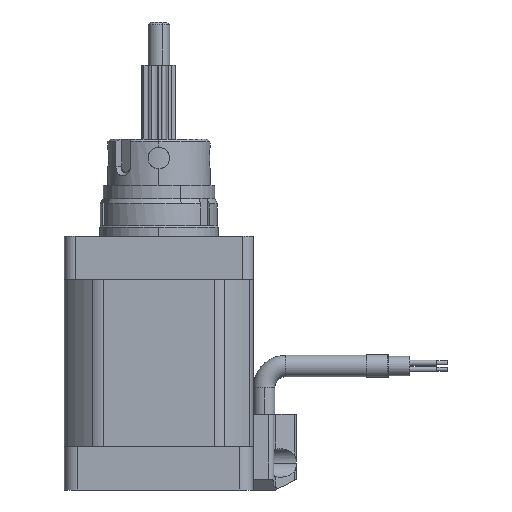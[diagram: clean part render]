
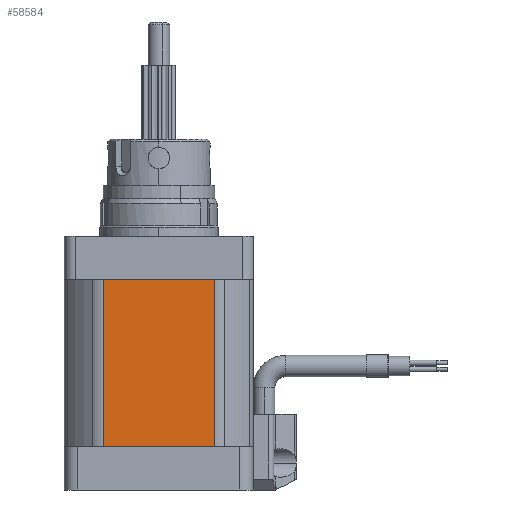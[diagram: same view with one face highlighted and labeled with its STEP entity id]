
A CAD part, left-side view. The second image highlights one B-rep face of the part: STEP entity #58584.
In plain terms, the highlighted face is planar.
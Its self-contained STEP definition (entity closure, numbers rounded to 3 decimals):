
#168 = CARTESIAN_POINT ( 'NONE',  ( -31., -17.5, 10.271 ) ) ;
#554 = PLANE ( 'NONE',  #54047 ) ;
#2327 = DIRECTION ( 'NONE',  ( 0., 0., -1. ) ) ;
#6974 = VECTOR ( 'NONE', #2327, 1000. ) ;
#8603 = LINE ( 'NONE', #14230, #55704 ) ;
#11736 = VERTEX_POINT ( 'NONE', #75559 ) ;
#11998 = EDGE_CURVE ( 'NONE', #42111, #11736, #42753, .T. ) ;
#12542 = DIRECTION ( 'NONE',  ( 0., -1., 0. ) ) ;
#14230 = CARTESIAN_POINT ( 'NONE',  ( -31., -17.5, 10.271 ) ) ;
#14831 = VECTOR ( 'NONE', #53163, 1000. ) ;
#21468 = EDGE_CURVE ( 'NONE', #42111, #77456, #8603, .T. ) ;
#22203 = ORIENTED_EDGE ( 'NONE', *, *, #59622, .F. ) ;
#23473 = VECTOR ( 'NONE', #73500, 1000. ) ;
#25017 = EDGE_LOOP ( 'NONE', ( #22203, #34902, #59724, #71420 ) ) ;
#28790 = LINE ( 'NONE', #51967, #14831 ) ;
#31509 = LINE ( 'NONE', #57061, #6974 ) ;
#34902 = ORIENTED_EDGE ( 'NONE', *, *, #21468, .F. ) ;
#41018 = CARTESIAN_POINT ( 'NONE',  ( 0., -17.5, -10.271 ) ) ;
#42111 = VERTEX_POINT ( 'NONE', #43017 ) ;
#42753 = LINE ( 'NONE', #48348, #23473 ) ;
#43017 = CARTESIAN_POINT ( 'NONE',  ( -31., -17.5, 10.271 ) ) ;
#48348 = CARTESIAN_POINT ( 'NONE',  ( -31., -17.5, 10.271 ) ) ;
#51967 = CARTESIAN_POINT ( 'NONE',  ( -31., -17.5, -10.271 ) ) ;
#53163 = DIRECTION ( 'NONE',  ( 1., 0., 0. ) ) ;
#54047 = AXIS2_PLACEMENT_3D ( 'NONE', #168, #12542, #61684 ) ;
#55477 = CARTESIAN_POINT ( 'NONE',  ( 0., -17.5, 10.271 ) ) ;
#55704 = VECTOR ( 'NONE', #76548, 1000. ) ;
#57061 = CARTESIAN_POINT ( 'NONE',  ( 0., -17.5, 10.271 ) ) ;
#58584 = ADVANCED_FACE ( 'NONE', ( #66945 ), #554, .T. ) ;
#59622 = EDGE_CURVE ( 'NONE', #77456, #64336, #31509, .T. ) ;
#59724 = ORIENTED_EDGE ( 'NONE', *, *, #11998, .T. ) ;
#61684 = DIRECTION ( 'NONE',  ( 0., 0., -1. ) ) ;
#62435 = EDGE_CURVE ( 'NONE', #11736, #64336, #28790, .T. ) ;
#64336 = VERTEX_POINT ( 'NONE', #41018 ) ;
#66945 = FACE_OUTER_BOUND ( 'NONE', #25017, .T. ) ;
#71420 = ORIENTED_EDGE ( 'NONE', *, *, #62435, .T. ) ;
#73500 = DIRECTION ( 'NONE',  ( 0., 0., -1. ) ) ;
#75559 = CARTESIAN_POINT ( 'NONE',  ( -31., -17.5, -10.271 ) ) ;
#76548 = DIRECTION ( 'NONE',  ( 1., 0., 0. ) ) ;
#77456 = VERTEX_POINT ( 'NONE', #55477 ) ;
